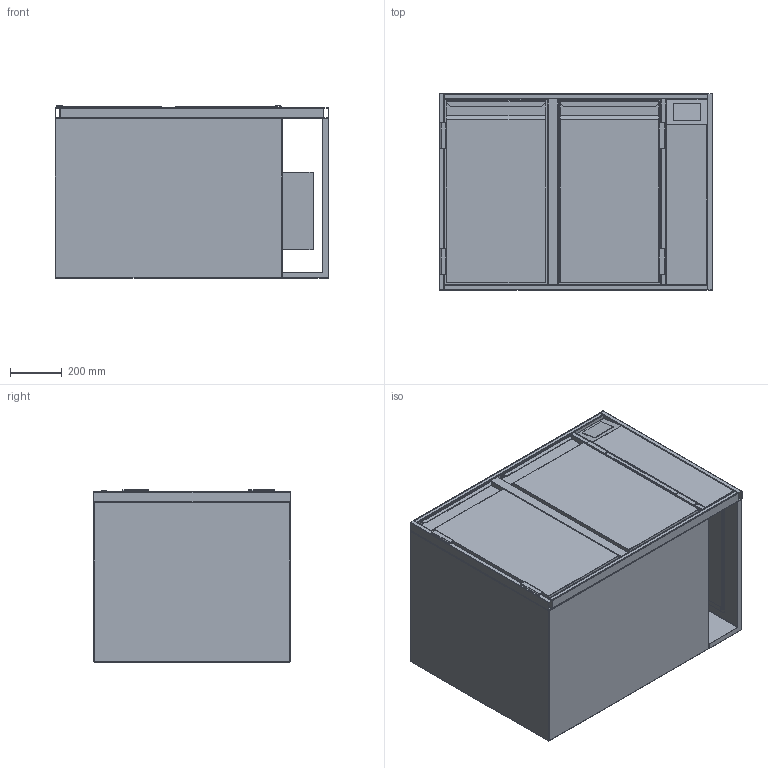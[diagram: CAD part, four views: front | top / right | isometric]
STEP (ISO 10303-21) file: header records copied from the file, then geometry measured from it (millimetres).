
FILE_DESCRIPTION (( 'STEP AP203' ), '1' );
FILE_NAME ('G-KTZ-2-76-R-2T.step', '2024-02-26T13:42:03', ( '' ), ( '' ), 'SwSTEP 2.0', 'SolidWorks 2023', '' );
FILE_SCHEMA (( 'CONFIG_CONTROL_DESIGN' ));
Length unit declared in the file: millimetre
Products named in the file (11): 21-01-47565_G-KT-FRR-760-1060--880B-180; 24-02-55011_G-KT-Fach-Z-R-180-660-760; G-KTZ-2-76-R-2T; 18-06-35404_TUER-385-705-L; 24-02-55012_G-KT-Korpus-880-660-760-R; 20-03-43319_G-KT-Einbauelement-Tür-400-660-760-R; 20-03-43331_G-KT-Auflage-400-660-mit-Rost; 20-03-43319_G-KT-Einbauelement-Tür-400-660-760-L; 20-03-43331_G-KT-Auflage-400-660-Ohne-Rost; 18-06-35404_TUER-385-705-R; 20-03-43318_G-KT-Rahmen-Tür-400-760
Assembly tree (15 placements, depth 3):
  G-KTZ-2-76-R-2T
    24-02-55012_G-KT-Korpus-880-660-760-R
    21-01-47565_G-KT-FRR-760-1060--880B-180
    24-02-55011_G-KT-Fach-Z-R-180-660-760
    20-03-43319_G-KT-Einbauelement-Tür-400-660-760-L
      20-03-43318_G-KT-Rahmen-Tür-400-760
      18-06-35404_TUER-385-705-L
      20-03-43331_G-KT-Auflage-400-660-Ohne-Rost  x2
      20-03-43331_G-KT-Auflage-400-660-mit-Rost
    20-03-43319_G-KT-Einbauelement-Tür-400-660-760-R
      20-03-43318_G-KT-Rahmen-Tür-400-760
      18-06-35404_TUER-385-705-R
      20-03-43331_G-KT-Auflage-400-660-Ohne-Rost  x2
      20-03-43331_G-KT-Auflage-400-660-mit-Rost
Bounding box: 1061 x 760 x 667.5 mm (x, y, z)
Volume: 138051744.6 mm3; surface area: 12421816.1 mm2
Topology: 30 solids, 30 shells, 1675 faces, 4446 edges, 2812 vertices
Faces by surface type: cylinder 1012, plane 567, sphere 34, torus 32, bspline 30
Entity records: 35964 total; most frequent: CARTESIAN_POINT 6777, DIRECTION 6049, ORIENTED_EDGE 5614, EDGE_CURVE 2807, AXIS2_PLACEMENT_3D 2258, VERTEX_POINT 1774, VECTOR 1533, LINE 1533
